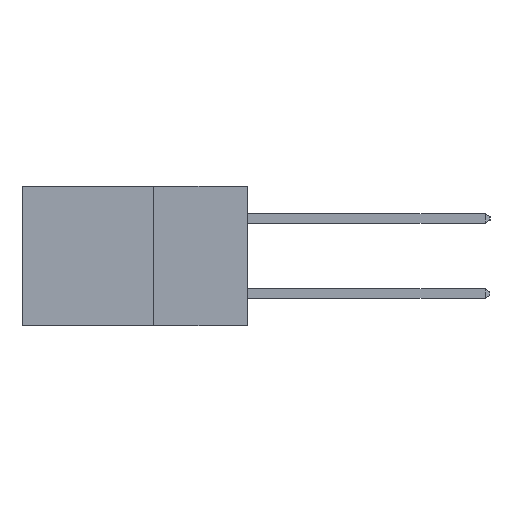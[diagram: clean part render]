
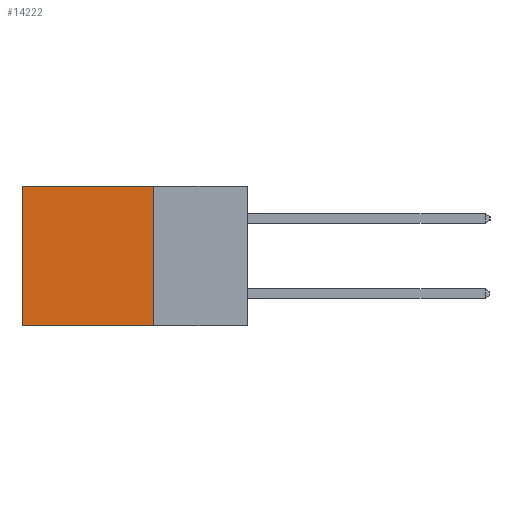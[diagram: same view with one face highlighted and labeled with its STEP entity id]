
A CAD part, left-side view. The second image highlights one B-rep face of the part: STEP entity #14222.
In plain terms, the highlighted planar face has unit normal (-1, 0, 0).
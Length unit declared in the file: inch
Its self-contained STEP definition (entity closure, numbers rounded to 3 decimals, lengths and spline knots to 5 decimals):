
#260 = DIRECTION ( 'NONE',  ( 0., 0., -1. ) ) ;
#1939 = ORIENTED_EDGE ( 'NONE', *, *, #21590, .F. ) ;
#2358 = CARTESIAN_POINT ( 'NONE',  ( 0.2615, 0.6, -0.37 ) ) ;
#2871 = VERTEX_POINT ( 'NONE', #7397 ) ;
#2882 = EDGE_LOOP ( 'NONE', ( #25368, #16166, #1939, #3625 ) ) ;
#2961 = FACE_OUTER_BOUND ( 'NONE', #2882, .T. ) ;
#3130 = EDGE_CURVE ( 'NONE', #20443, #15432, #12155, .T. ) ;
#3625 = ORIENTED_EDGE ( 'NONE', *, *, #24694, .T. ) ;
#5762 = CARTESIAN_POINT ( 'NONE',  ( 0.2615, 0.6, -0.37 ) ) ;
#6544 = VECTOR ( 'NONE', #20946, 39.37008 ) ;
#7397 = CARTESIAN_POINT ( 'NONE',  ( 0.2615, 0.6, 0. ) ) ;
#8310 = CARTESIAN_POINT ( 'NONE',  ( 0.2615, 0.25, -0.37 ) ) ;
#9067 = LINE ( 'NONE', #23591, #19505 ) ;
#9646 = CARTESIAN_POINT ( 'NONE',  ( 0.2615, 0.25, -0.37 ) ) ;
#10023 = VERTEX_POINT ( 'NONE', #19624 ) ;
#10232 = AXIS2_PLACEMENT_3D ( 'NONE', #8310, #12535, #21451 ) ;
#10428 = PLANE ( 'NONE',  #10232 ) ;
#10512 = LINE ( 'NONE', #2358, #15429 ) ;
#10895 = LINE ( 'NONE', #21263, #11551 ) ;
#11313 = CARTESIAN_POINT ( 'NONE',  ( 0.2615, 0.25, -0.37 ) ) ;
#11551 = VECTOR ( 'NONE', #15111, 39.37008 ) ;
#12155 = LINE ( 'NONE', #11313, #6544 ) ;
#12535 = DIRECTION ( 'NONE',  ( 1., 0., 0. ) ) ;
#14222 = ADVANCED_FACE ( 'NONE', ( #2961 ), #10428, .F. ) ;
#15014 = EDGE_CURVE ( 'NONE', #2871, #15432, #10512, .T. ) ;
#15111 = DIRECTION ( 'NONE',  ( 0., 1., 0. ) ) ;
#15429 = VECTOR ( 'NONE', #260, 39.37008 ) ;
#15432 = VERTEX_POINT ( 'NONE', #5762 ) ;
#16166 = ORIENTED_EDGE ( 'NONE', *, *, #3130, .F. ) ;
#19505 = VECTOR ( 'NONE', #25682, 39.37008 ) ;
#19624 = CARTESIAN_POINT ( 'NONE',  ( 0.2615, 0.25, 0. ) ) ;
#20443 = VERTEX_POINT ( 'NONE', #9646 ) ;
#20946 = DIRECTION ( 'NONE',  ( 0., 1., 0. ) ) ;
#21263 = CARTESIAN_POINT ( 'NONE',  ( 0.2615, 0.25, 0. ) ) ;
#21451 = DIRECTION ( 'NONE',  ( 0., 0., -1. ) ) ;
#21590 = EDGE_CURVE ( 'NONE', #10023, #20443, #9067, .T. ) ;
#23591 = CARTESIAN_POINT ( 'NONE',  ( 0.2615, 0.25, -0.37 ) ) ;
#24694 = EDGE_CURVE ( 'NONE', #10023, #2871, #10895, .T. ) ;
#25368 = ORIENTED_EDGE ( 'NONE', *, *, #15014, .T. ) ;
#25682 = DIRECTION ( 'NONE',  ( 0., 0., -1. ) ) ;
